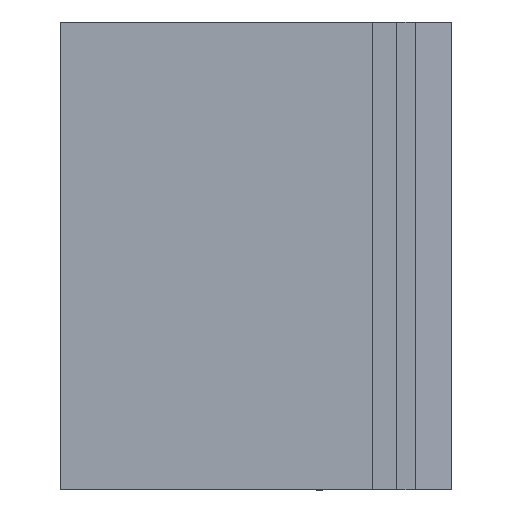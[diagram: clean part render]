
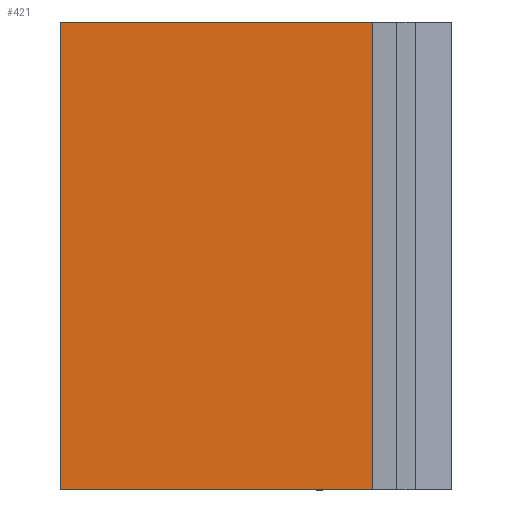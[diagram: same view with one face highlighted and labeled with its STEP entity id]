
A CAD part, front view. The second image highlights one B-rep face of the part: STEP entity #421.
In plain terms, the highlighted planar face has unit normal (0, -1, 0).
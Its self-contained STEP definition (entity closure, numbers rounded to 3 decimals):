
#50 = CARTESIAN_POINT ( 'NONE',  ( 25., 0., 0. ) ) ;
#76 = VECTOR ( 'NONE', #265, 1000. ) ;
#125 = CARTESIAN_POINT ( 'NONE',  ( 0., 0., 0. ) ) ;
#127 = LINE ( 'NONE', #395, #733 ) ;
#265 = DIRECTION ( 'NONE',  ( 1., 0., 0. ) ) ;
#314 = VECTOR ( 'NONE', #721, 1000. ) ;
#360 = EDGE_CURVE ( 'NONE', #773, #605, #727, .T. ) ;
#395 = CARTESIAN_POINT ( 'NONE',  ( 25., 0., 37.5 ) ) ;
#421 = ADVANCED_FACE ( 'NONE', ( #1050 ), #1149, .F. ) ;
#427 = DIRECTION ( 'NONE',  ( -1., 0., 0. ) ) ;
#458 = CARTESIAN_POINT ( 'NONE',  ( 0., 0., 0. ) ) ;
#471 = LINE ( 'NONE', #559, #990 ) ;
#481 = DIRECTION ( 'NONE',  ( 0., 0., -1. ) ) ;
#519 = ORIENTED_EDGE ( 'NONE', *, *, #360, .T. ) ;
#529 = LINE ( 'NONE', #458, #76 ) ;
#554 = EDGE_LOOP ( 'NONE', ( #1061, #1051, #704, #519 ) ) ;
#559 = CARTESIAN_POINT ( 'NONE',  ( 0., 0., 37.5 ) ) ;
#605 = VERTEX_POINT ( 'NONE', #125 ) ;
#611 = AXIS2_PLACEMENT_3D ( 'NONE', #795, #960, #427 ) ;
#704 = ORIENTED_EDGE ( 'NONE', *, *, #1119, .F. ) ;
#721 = DIRECTION ( 'NONE',  ( 0., 0., -1. ) ) ;
#727 = LINE ( 'NONE', #992, #314 ) ;
#733 = VECTOR ( 'NONE', #481, 1000. ) ;
#773 = VERTEX_POINT ( 'NONE', #1022 ) ;
#795 = CARTESIAN_POINT ( 'NONE',  ( 0., 0., 37.5 ) ) ;
#814 = CARTESIAN_POINT ( 'NONE',  ( 25., 0., 37.5 ) ) ;
#833 = VERTEX_POINT ( 'NONE', #50 ) ;
#898 = EDGE_CURVE ( 'NONE', #605, #833, #529, .T. ) ;
#934 = DIRECTION ( 'NONE',  ( 1., 0., 0. ) ) ;
#948 = VERTEX_POINT ( 'NONE', #814 ) ;
#960 = DIRECTION ( 'NONE',  ( 0., 1., 0. ) ) ;
#990 = VECTOR ( 'NONE', #934, 1000. ) ;
#992 = CARTESIAN_POINT ( 'NONE',  ( 0., 0., 37.5 ) ) ;
#1022 = CARTESIAN_POINT ( 'NONE',  ( 0., 0., 37.5 ) ) ;
#1050 = FACE_OUTER_BOUND ( 'NONE', #554, .T. ) ;
#1051 = ORIENTED_EDGE ( 'NONE', *, *, #1147, .F. ) ;
#1061 = ORIENTED_EDGE ( 'NONE', *, *, #898, .T. ) ;
#1119 = EDGE_CURVE ( 'NONE', #773, #948, #471, .T. ) ;
#1147 = EDGE_CURVE ( 'NONE', #948, #833, #127, .T. ) ;
#1149 = PLANE ( 'NONE',  #611 ) ;
